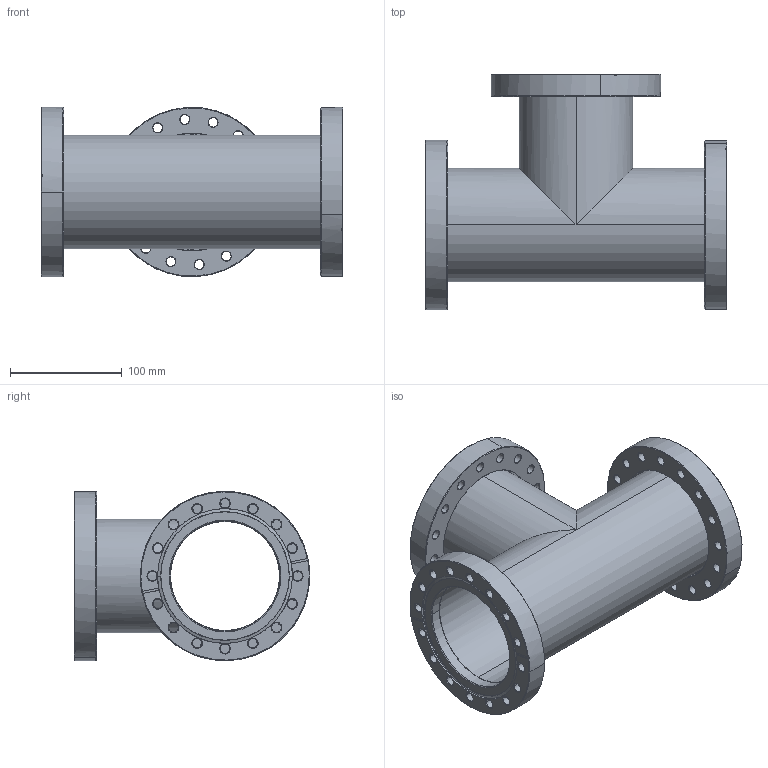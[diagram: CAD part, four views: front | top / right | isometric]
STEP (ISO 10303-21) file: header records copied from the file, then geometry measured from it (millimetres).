
FILE_DESCRIPTION (( 'STEP AP214' ), '1' );
FILE_NAME ('Hositrad_FT100-100R.STEP', '2016-05-25T12:15:20', ( '' ), ( '' ), 'SwSTEP 2.0', 'SolidWorks 2016', '' );
FILE_SCHEMA (( 'AUTOMOTIVE_DESIGN' ));
Length unit declared in the file: millimetre
Products named in the file (6): NW100CF-R-Weld; NW100CF-R-InnerWeld_CF100-102; NW100CF-R-Outerring_CF100-102; NW100CF-weld_CF100-102; Tee-equal; Hositrad_FT100-100R
Assembly tree (6 placements, depth 3):
  Hositrad_FT100-100R
    Tee-equal
    NW100CF-weld_CF100-102
    NW100CF-R-Weld  x2
      NW100CF-R-Outerring_CF100-102
      NW100CF-R-InnerWeld_CF100-102
Bounding box: 269.8 x 210.7 x 151.6 mm (x, y, z)
Volume: 727702.8 mm3; surface area: 354005.6 mm2
Topology: 6 solids, 6 shells, 429 faces, 998 edges, 579 vertices
Faces by surface type: cone 249, cylinder 138, plane 40, bspline 2
Entity records: 9396 total; most frequent: CARTESIAN_POINT 1599, DIRECTION 1591, ORIENTED_EDGE 1324, EDGE_CURVE 662, AXIS2_PLACEMENT_3D 653, VERTEX_POINT 385, EDGE_LOOP 361, CIRCLE 359
